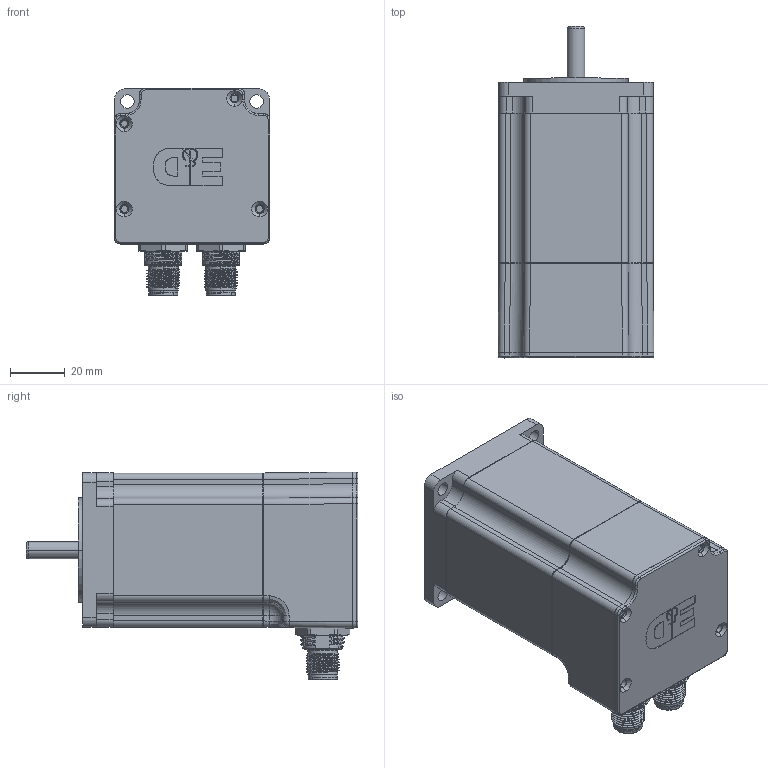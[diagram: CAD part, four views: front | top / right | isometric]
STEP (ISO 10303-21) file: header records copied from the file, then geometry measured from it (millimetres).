
FILE_DESCRIPTION((''),'2;1');
FILE_NAME('1_ASM','2021-06-03T08:50:23',('Edison'),(''),'CREO PARAMETRIC BY PTC INC, 2017260','CREO PARAMETRIC BY PTC INC, 2017260','');
FILE_SCHEMA(('CONFIG_CONTROL_DESIGN'));
Products named in the file (14): NEMA23STATOR_3_1_2_1_1_1; MT23HE22028E4LVFRONTENDBELL_6_1; MT23HE22028E4LV_ASM_3_1_ASM_1_A_ASM; PRT0012_1_1_1; ASM0001_ASM_1_ASM_1_ASM_1_ASM; MT23HE31042M4LC_ASM_1_ASM_1_ASM; 57-HG-213130-E5701_42_1; 57-GB-213131_10_1; 57_ASM_9_ASM_1_ASM; 57_ASM_ASM_1_ASM; MT23HE31042M4LC_ASM_1_ASM; SD-M12A-05P-MM-SF8B50-00AH; SD-M12A-08P-MM-SF8B50-00AH; 1_ASM
Assembly tree (13 placements, depth 6):
  1_ASM
    MT23HE31042M4LC_ASM_1_ASM
      MT23HE31042M4LC_ASM_1_ASM_1_ASM
        ASM0001_ASM_1_ASM_1_ASM_1_ASM
          MT23HE22028E4LV_ASM_3_1_ASM_1_A_ASM
            NEMA23STATOR_3_1_2_1_1_1
            MT23HE22028E4LVFRONTENDBELL_6_1
          PRT0012_1_1_1
      57_ASM_ASM_1_ASM
        57_ASM_9_ASM_1_ASM
          57-HG-213130-E5701_42_1
          57-GB-213131_10_1
    SD-M12A-05P-MM-SF8B50-00AH
    SD-M12A-08P-MM-SF8B50-00AH
Bounding box: 56.87 x 121.1 x 75.73 mm (x, y, z)
Volume: 138408.1 mm3; surface area: 88089.9 mm2
Topology: 7 solids, 16 shells, 2147 faces, 5902 edges, 3826 vertices
Faces by surface type: plane 691, cylinder 643, extrusion 341, bspline 190, cone 173, torus 77, sphere 32
Entity records: 87409 total; most frequent: CARTESIAN_POINT 35033, ORIENTED_EDGE 11720, DIRECTION 9439, EDGE_CURVE 5860, VERTEX_POINT 3826, AXIS2_PLACEMENT_3D 3157, VECTOR 3125, LINE 2784
